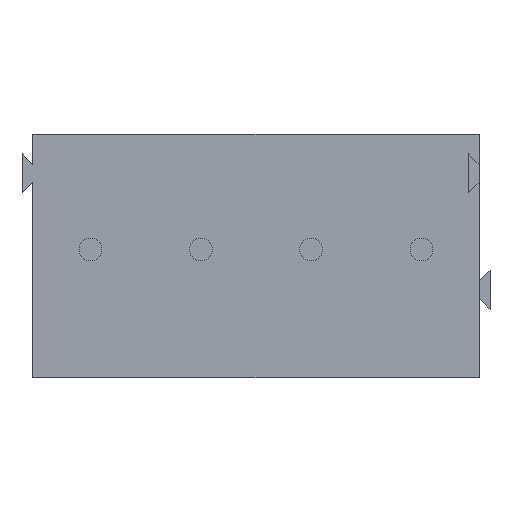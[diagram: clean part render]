
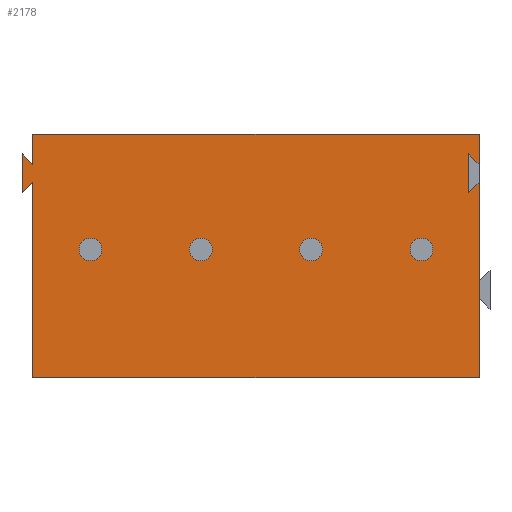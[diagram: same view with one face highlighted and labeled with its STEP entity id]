
A CAD part, front view. The second image highlights one B-rep face of the part: STEP entity #2178.
In plain terms, the highlighted planar face has unit normal (0, -1, 0).
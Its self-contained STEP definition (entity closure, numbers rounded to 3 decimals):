
#111=FACE_BOUND('',#395,.T.);
#112=FACE_BOUND('',#396,.T.);
#113=FACE_BOUND('',#397,.T.);
#114=FACE_BOUND('',#398,.T.);
#120=CIRCLE('',#2223,0.525);
#126=CIRCLE('',#2252,0.525);
#132=CIRCLE('',#2281,0.525);
#138=CIRCLE('',#2313,0.525);
#260=FACE_OUTER_BOUND('',#394,.T.);
#394=EDGE_LOOP('',(#1935,#1936,#1937,#1938,#1939,#1940,#1941,#1942,#1943,
#1944,#1945,#1946));
#395=EDGE_LOOP('',(#1947));
#396=EDGE_LOOP('',(#1948));
#397=EDGE_LOOP('',(#1949));
#398=EDGE_LOOP('',(#1950));
#430=LINE('',#2969,#686);
#434=LINE('',#2977,#690);
#440=LINE('',#2990,#696);
#444=LINE('',#2999,#700);
#447=LINE('',#3003,#703);
#451=LINE('',#3011,#707);
#453=LINE('',#3016,#709);
#456=LINE('',#3020,#712);
#641=LINE('',#3448,#897);
#652=LINE('',#3481,#908);
#653=LINE('',#3482,#909);
#654=LINE('',#3484,#910);
#686=VECTOR('',#2406,10.);
#690=VECTOR('',#2410,10.);
#696=VECTOR('',#2418,10.);
#700=VECTOR('',#2424,10.);
#703=VECTOR('',#2429,10.);
#707=VECTOR('',#2437,10.);
#709=VECTOR('',#2441,10.);
#712=VECTOR('',#2446,10.);
#897=VECTOR('',#2851,10.);
#908=VECTOR('',#2888,10.);
#909=VECTOR('',#2889,10.);
#910=VECTOR('',#2892,10.);
#937=VERTEX_POINT('',#2966);
#938=VERTEX_POINT('',#2968);
#941=VERTEX_POINT('',#2974);
#942=VERTEX_POINT('',#2976);
#947=VERTEX_POINT('',#2987);
#948=VERTEX_POINT('',#2989);
#951=VERTEX_POINT('',#2996);
#952=VERTEX_POINT('',#2998);
#954=VERTEX_POINT('',#3009);
#956=VERTEX_POINT('',#3015);
#958=VERTEX_POINT('',#3025);
#992=VERTEX_POINT('',#3133);
#1026=VERTEX_POINT('',#3241);
#1063=VERTEX_POINT('',#3361);
#1089=VERTEX_POINT('',#3446);
#1098=VERTEX_POINT('',#3479);
#1134=EDGE_CURVE('',#938,#937,#430,.T.);
#1138=EDGE_CURVE('',#942,#941,#434,.T.);
#1144=EDGE_CURVE('',#948,#947,#440,.T.);
#1148=EDGE_CURVE('',#952,#951,#444,.T.);
#1151=EDGE_CURVE('',#951,#948,#447,.T.);
#1155=EDGE_CURVE('',#941,#954,#451,.T.);
#1157=EDGE_CURVE('',#956,#938,#453,.T.);
#1160=EDGE_CURVE('',#954,#956,#456,.T.);
#1162=EDGE_CURVE('',#958,#958,#120,.T.);
#1213=EDGE_CURVE('',#992,#992,#126,.T.);
#1264=EDGE_CURVE('',#1026,#1026,#132,.T.);
#1321=EDGE_CURVE('',#1063,#1063,#138,.T.);
#1365=EDGE_CURVE('',#937,#1089,#641,.T.);
#1380=EDGE_CURVE('',#947,#1098,#652,.T.);
#1381=EDGE_CURVE('',#1089,#952,#653,.T.);
#1382=EDGE_CURVE('',#1098,#942,#654,.T.);
#1935=ORIENTED_EDGE('',*,*,#1157,.T.);
#1936=ORIENTED_EDGE('',*,*,#1134,.T.);
#1937=ORIENTED_EDGE('',*,*,#1365,.T.);
#1938=ORIENTED_EDGE('',*,*,#1381,.T.);
#1939=ORIENTED_EDGE('',*,*,#1148,.T.);
#1940=ORIENTED_EDGE('',*,*,#1151,.T.);
#1941=ORIENTED_EDGE('',*,*,#1144,.T.);
#1942=ORIENTED_EDGE('',*,*,#1380,.T.);
#1943=ORIENTED_EDGE('',*,*,#1382,.T.);
#1944=ORIENTED_EDGE('',*,*,#1138,.T.);
#1945=ORIENTED_EDGE('',*,*,#1155,.T.);
#1946=ORIENTED_EDGE('',*,*,#1160,.T.);
#1947=ORIENTED_EDGE('',*,*,#1162,.T.);
#1948=ORIENTED_EDGE('',*,*,#1264,.T.);
#1949=ORIENTED_EDGE('',*,*,#1213,.T.);
#1950=ORIENTED_EDGE('',*,*,#1321,.T.);
#2060=PLANE('',#2344);
#2178=ADVANCED_FACE('',(#260,#111,#112,#113,#114),#2060,.F.);
#2223=AXIS2_PLACEMENT_3D('',#3026,#2453,#2454);
#2252=AXIS2_PLACEMENT_3D('',#3134,#2556,#2557);
#2281=AXIS2_PLACEMENT_3D('',#3242,#2659,#2660);
#2313=AXIS2_PLACEMENT_3D('',#3362,#2774,#2775);
#2344=AXIS2_PLACEMENT_3D('',#3485,#2893,#2894);
#2406=DIRECTION('',(0.,0.,1.));
#2410=DIRECTION('',(0.,0.,1.));
#2418=DIRECTION('',(0.707,0.,0.707));
#2424=DIRECTION('',(-0.707,0.,0.707));
#2429=DIRECTION('',(0.,0.,-1.));
#2437=DIRECTION('',(-0.707,0.,-0.707));
#2441=DIRECTION('',(0.707,0.,-0.707));
#2446=DIRECTION('',(0.,0.,1.));
#2453=DIRECTION('center_axis',(0.,1.,0.));
#2454=DIRECTION('ref_axis',(1.,0.,0.));
#2556=DIRECTION('center_axis',(0.,1.,0.));
#2557=DIRECTION('ref_axis',(1.,0.,0.));
#2659=DIRECTION('center_axis',(0.,1.,0.));
#2660=DIRECTION('ref_axis',(1.,0.,0.));
#2774=DIRECTION('center_axis',(0.,1.,0.));
#2775=DIRECTION('ref_axis',(1.,0.,0.));
#2851=DIRECTION('',(-1.,0.,0.));
#2888=DIRECTION('',(0.,0.,-1.));
#2889=DIRECTION('',(0.,0.,-1.));
#2892=DIRECTION('',(1.,0.,0.));
#2893=DIRECTION('center_axis',(0.,1.,0.));
#2894=DIRECTION('ref_axis',(0.,0.,1.));
#2966=CARTESIAN_POINT('',(17.89,0.,5.3));
#2968=CARTESIAN_POINT('',(17.89,0.,3.9));
#2969=CARTESIAN_POINT('',(17.89,0.,-5.9));
#2974=CARTESIAN_POINT('',(17.89,0.,3.1));
#2976=CARTESIAN_POINT('',(17.89,0.,-5.9));
#2977=CARTESIAN_POINT('',(17.89,0.,-5.9));
#2987=CARTESIAN_POINT('',(-2.65,0.,3.1));
#2989=CARTESIAN_POINT('',(-3.15,0.,2.6));
#2990=CARTESIAN_POINT('',(-3.15,0.,2.6));
#2996=CARTESIAN_POINT('',(-3.15,0.,4.4));
#2998=CARTESIAN_POINT('',(-2.65,0.,3.9));
#2999=CARTESIAN_POINT('',(-2.65,0.,3.9));
#3003=CARTESIAN_POINT('',(-3.15,0.,4.4));
#3009=CARTESIAN_POINT('',(17.39,0.,2.6));
#3011=CARTESIAN_POINT('',(12.568,0.,-2.223));
#3015=CARTESIAN_POINT('',(17.39,0.,4.4));
#3016=CARTESIAN_POINT('',(14.218,0.,7.573));
#3020=CARTESIAN_POINT('',(17.39,0.,1.15));
#3025=CARTESIAN_POINT('',(14.715,0.,0.));
#3026=CARTESIAN_POINT('Origin',(15.24,0.,0.));
#3133=CARTESIAN_POINT('',(9.635,0.,0.));
#3134=CARTESIAN_POINT('Origin',(10.16,0.,0.));
#3241=CARTESIAN_POINT('',(4.555,0.,0.));
#3242=CARTESIAN_POINT('Origin',(5.08,0.,0.));
#3361=CARTESIAN_POINT('',(-0.525,0.,0.));
#3362=CARTESIAN_POINT('Origin',(0.,0.,0.));
#3446=CARTESIAN_POINT('',(-2.65,0.,5.3));
#3448=CARTESIAN_POINT('',(2.65,0.,5.3));
#3479=CARTESIAN_POINT('',(-2.65,0.,-5.9));
#3481=CARTESIAN_POINT('',(-2.65,0.,5.3));
#3482=CARTESIAN_POINT('',(-2.65,0.,5.3));
#3484=CARTESIAN_POINT('',(-2.65,0.,-5.9));
#3485=CARTESIAN_POINT('Origin',(0.,0.,-0.3));
